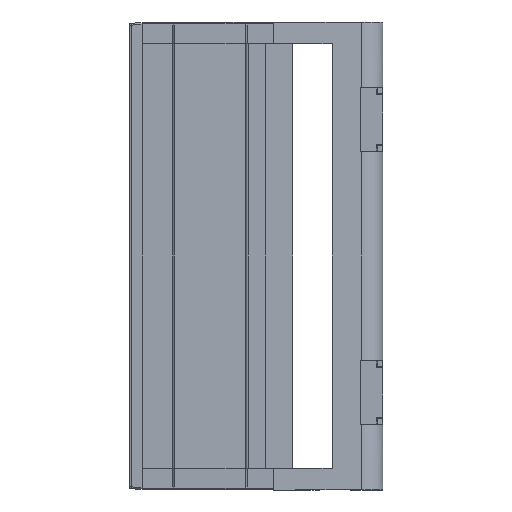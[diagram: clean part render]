
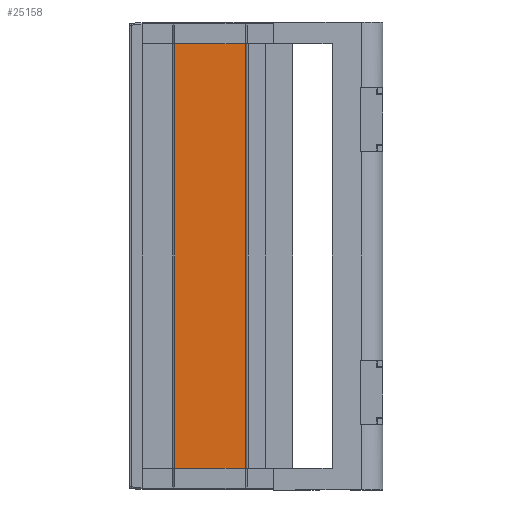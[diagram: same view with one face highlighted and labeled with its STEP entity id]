
A CAD part, left-side view. The second image highlights one B-rep face of the part: STEP entity #25158.
In plain terms, the highlighted planar face has unit normal (-1, 0, 0).
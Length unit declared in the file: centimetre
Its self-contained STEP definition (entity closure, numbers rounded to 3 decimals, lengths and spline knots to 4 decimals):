
#460 = DIRECTION ( 'NONE',  ( 0., 1., 0. ) ) ;
#1524 = VERTEX_POINT ( 'NONE', #8670 ) ;
#1566 = ORIENTED_EDGE ( 'NONE', *, *, #16404, .T. ) ;
#2006 = CARTESIAN_POINT ( 'NONE',  ( -3.0806, 3.5965, -0.5 ) ) ;
#2012 = VERTEX_POINT ( 'NONE', #2006 ) ;
#2260 = LINE ( 'NONE', #2722, #25502 ) ;
#2584 = DIRECTION ( 'NONE',  ( 1., 0., 0. ) ) ;
#2611 = VECTOR ( 'NONE', #19074, 100. ) ;
#2722 = CARTESIAN_POINT ( 'NONE',  ( -3.0806, 3.5965, -9.7912 ) ) ;
#4099 = VECTOR ( 'NONE', #24513, 100. ) ;
#5315 = EDGE_CURVE ( 'NONE', #24802, #26672, #14034, .T. ) ;
#6045 = DIRECTION ( 'NONE',  ( 0., 1., 0. ) ) ;
#6154 = LINE ( 'NONE', #27064, #15110 ) ;
#7297 = ORIENTED_EDGE ( 'NONE', *, *, #5315, .T. ) ;
#7699 = ORIENTED_EDGE ( 'NONE', *, *, #15346, .F. ) ;
#8670 = CARTESIAN_POINT ( 'NONE',  ( -3.0806, 3.5965, -10.2 ) ) ;
#9886 = CARTESIAN_POINT ( 'NONE',  ( -3.0806, 1.9693, -9.7912 ) ) ;
#10863 = ORIENTED_EDGE ( 'NONE', *, *, #15623, .F. ) ;
#10967 = CARTESIAN_POINT ( 'NONE',  ( -3.0806, 3.5965, -9.7912 ) ) ;
#12804 = CARTESIAN_POINT ( 'NONE',  ( -3.0806, 3.5965, -10.2 ) ) ;
#13026 = PLANE ( 'NONE',  #21414 ) ;
#14034 = LINE ( 'NONE', #9886, #4099 ) ;
#15110 = VECTOR ( 'NONE', #6045, 100. ) ;
#15346 = EDGE_CURVE ( 'NONE', #24802, #1524, #27201, .T. ) ;
#15623 = EDGE_CURVE ( 'NONE', #1524, #2012, #2260, .T. ) ;
#16404 = EDGE_CURVE ( 'NONE', #26672, #2012, #6154, .T. ) ;
#19074 = DIRECTION ( 'NONE',  ( 0., 1., 0. ) ) ;
#19888 = EDGE_LOOP ( 'NONE', ( #10863, #7699, #7297, #1566 ) ) ;
#20859 = FACE_OUTER_BOUND ( 'NONE', #19888, .T. ) ;
#21206 = CARTESIAN_POINT ( 'NONE',  ( -3.0806, 1.9693, -0.5 ) ) ;
#21414 = AXIS2_PLACEMENT_3D ( 'NONE', #10967, #2584, #460 ) ;
#22825 = CARTESIAN_POINT ( 'NONE',  ( -3.0806, 1.9693, -10.2 ) ) ;
#24123 = DIRECTION ( 'NONE',  ( 0., 0., 1. ) ) ;
#24513 = DIRECTION ( 'NONE',  ( 0., 0., 1. ) ) ;
#24802 = VERTEX_POINT ( 'NONE', #22825 ) ;
#25158 = ADVANCED_FACE ( 'NONE', ( #20859 ), #13026, .F. ) ;
#25502 = VECTOR ( 'NONE', #24123, 100. ) ;
#26672 = VERTEX_POINT ( 'NONE', #21206 ) ;
#27064 = CARTESIAN_POINT ( 'NONE',  ( -3.0806, 3.5965, -0.5 ) ) ;
#27201 = LINE ( 'NONE', #12804, #2611 ) ;
